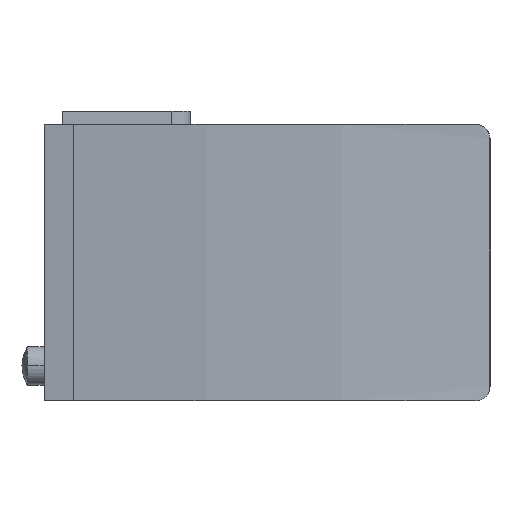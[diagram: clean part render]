
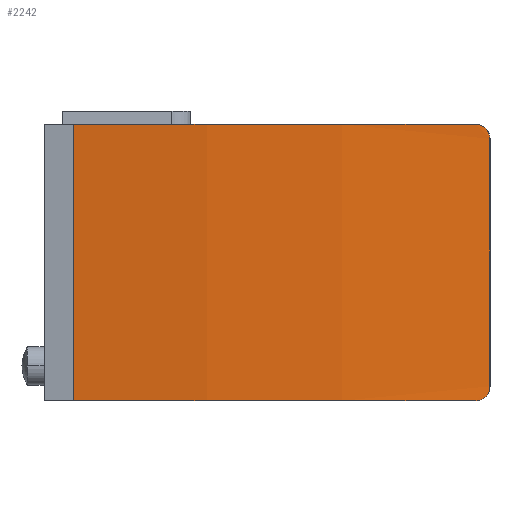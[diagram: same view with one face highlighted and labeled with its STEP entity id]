
A CAD part, left-side view. The second image highlights one B-rep face of the part: STEP entity #2242.
In plain terms, the highlighted cylindrical face has radius 300 mm (diameter 600 mm), a partial arc.
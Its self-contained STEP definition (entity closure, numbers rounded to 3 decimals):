
#2242=ADVANCED_FACE('',(#4448),#4449,.T.);
#2258=EDGE_CURVE('',#4472,#4473,#4474,.T.);
#2260=EDGE_CURVE('',#4476,#4472,#4477,.T.);
#2262=EDGE_CURVE('',#4479,#4476,#4480,.T.);
#2264=EDGE_CURVE('',#4482,#4479,#4483,.T.);
#2266=EDGE_CURVE('',#4485,#4482,#4486,.T.);
#2268=EDGE_CURVE('',#4473,#4485,#4488,.T.);
#4448=FACE_OUTER_BOUND('',#7581,.T.);
#4449=CYLINDRICAL_SURFACE('',#7582,300.0);
#4472=VERTEX_POINT('',#7606);
#4473=VERTEX_POINT('',#7607);
#4474=B_SPLINE_CURVE_WITH_KNOTS('',3,(#7608,#7609,#7610,#7611,#7612,#7613,#7614,#7615,#7616,#7617,#7618,#7619,#7620,#7621,#7622,#7623,#7624,#7625),.UNSPECIFIED.,.F.,.F.,(4,2,2,2,2,2,2,2,4),(4.539,5.11,5.681,6.252,6.822,7.387,7.952,8.517,9.082),.UNSPECIFIED.);
#4476=VERTEX_POINT('',#7628);
#4477=CIRCLE('',#7629,300.0);
#4479=VERTEX_POINT('',#7632);
#4480=LINE('',#7633,#7634);
#4482=VERTEX_POINT('',#7637);
#4483=CIRCLE('',#7638,300.0);
#4485=VERTEX_POINT('',#7641);
#4486=B_SPLINE_CURVE_WITH_KNOTS('',3,(#7642,#7643,#7644,#7645,#7646,#7647,#7648,#7649,#7650,#7651,#7652,#7653,#7654,#7655,#7656,#7657,#7658,#7659),.UNSPECIFIED.,.F.,.F.,(4,2,2,2,2,2,2,2,4),(9.082,9.648,10.214,10.78,11.346,11.916,12.485,13.054,13.624),.UNSPECIFIED.);
#4488=LINE('',#7662,#7663);
#7581=EDGE_LOOP('',(#10751,#10752,#10753,#10754,#10755,#10756));
#7582=AXIS2_PLACEMENT_3D('',#10757,#10758,#10759);
#7606=CARTESIAN_POINT('',(-4.808,-25.6,28.6));
#7607=CARTESIAN_POINT('',(-4.388,-28.6,25.6));
#7608=CARTESIAN_POINT('',(-4.808,-25.6,28.6));
#7609=CARTESIAN_POINT('',(-4.782,-25.789,28.6));
#7610=CARTESIAN_POINT('',(-4.756,-25.984,28.582));
#7611=CARTESIAN_POINT('',(-4.703,-26.372,28.506));
#7612=CARTESIAN_POINT('',(-4.676,-26.565,28.448));
#7613=CARTESIAN_POINT('',(-4.625,-26.935,28.294));
#7614=CARTESIAN_POINT('',(-4.6,-27.112,28.198));
#7615=CARTESIAN_POINT('',(-4.554,-27.441,27.977));
#7616=CARTESIAN_POINT('',(-4.532,-27.592,27.851));
#7617=CARTESIAN_POINT('',(-4.495,-27.858,27.585));
#7618=CARTESIAN_POINT('',(-4.477,-27.982,27.435));
#7619=CARTESIAN_POINT('',(-4.446,-28.201,27.108));
#7620=CARTESIAN_POINT('',(-4.432,-28.296,26.931));
#7621=CARTESIAN_POINT('',(-4.41,-28.448,26.562));
#7622=CARTESIAN_POINT('',(-4.401,-28.506,26.37));
#7623=CARTESIAN_POINT('',(-4.39,-28.582,25.983));
#7624=CARTESIAN_POINT('',(-4.388,-28.6,25.788));
#7625=CARTESIAN_POINT('',(-4.388,-28.6,25.6));
#7628=CARTESIAN_POINT('',(-4.388,57.6,28.6));
#7629=AXIS2_PLACEMENT_3D('',#10818,#10819,#10820);
#7632=CARTESIAN_POINT('',(-4.388,57.6,-28.6));
#7633=CARTESIAN_POINT('',(-4.388,57.6,0.0));
#7634=VECTOR('',#10821,1.0);
#7637=CARTESIAN_POINT('',(-4.808,-25.6,-28.6));
#7638=AXIS2_PLACEMENT_3D('',#10822,#10823,#10824);
#7641=CARTESIAN_POINT('',(-4.388,-28.6,-25.6));
#7642=CARTESIAN_POINT('',(-4.388,-28.6,-25.6));
#7643=CARTESIAN_POINT('',(-4.388,-28.6,-25.789));
#7644=CARTESIAN_POINT('',(-4.39,-28.582,-25.984));
#7645=CARTESIAN_POINT('',(-4.402,-28.506,-26.372));
#7646=CARTESIAN_POINT('',(-4.41,-28.448,-26.565));
#7647=CARTESIAN_POINT('',(-4.432,-28.294,-26.934));
#7648=CARTESIAN_POINT('',(-4.446,-28.199,-27.111));
#7649=CARTESIAN_POINT('',(-4.477,-27.979,-27.438));
#7650=CARTESIAN_POINT('',(-4.495,-27.854,-27.589));
#7651=CARTESIAN_POINT('',(-4.533,-27.588,-27.855));
#7652=CARTESIAN_POINT('',(-4.554,-27.437,-27.98));
#7653=CARTESIAN_POINT('',(-4.601,-27.109,-28.2));
#7654=CARTESIAN_POINT('',(-4.625,-26.932,-28.296));
#7655=CARTESIAN_POINT('',(-4.677,-26.562,-28.449));
#7656=CARTESIAN_POINT('',(-4.703,-26.37,-28.506));
#7657=CARTESIAN_POINT('',(-4.756,-25.983,-28.582));
#7658=CARTESIAN_POINT('',(-4.783,-25.788,-28.6));
#7659=CARTESIAN_POINT('',(-4.808,-25.6,-28.6));
#7662=CARTESIAN_POINT('',(-4.388,-28.6,0.0));
#7663=VECTOR('',#10825,1.0);
#10751=ORIENTED_EDGE('',*,*,#2258,.F.);
#10752=ORIENTED_EDGE('',*,*,#2260,.F.);
#10753=ORIENTED_EDGE('',*,*,#2262,.F.);
#10754=ORIENTED_EDGE('',*,*,#2264,.F.);
#10755=ORIENTED_EDGE('',*,*,#2266,.F.);
#10756=ORIENTED_EDGE('',*,*,#2268,.F.);
#10757=CARTESIAN_POINT('',(292.5,14.5,28.6));
#10758=DIRECTION('',(0.0,-0.0,-1.0));
#10759=DIRECTION('',(-0.99,-0.144,0.0));
#10818=CARTESIAN_POINT('',(292.5,14.5,28.6));
#10819=DIRECTION('',(0.0,0.0,1.0));
#10820=DIRECTION('',(-0.99,-0.144,0.0));
#10821=DIRECTION('',(0.0,0.0,1.0));
#10822=CARTESIAN_POINT('',(292.5,14.5,-28.6));
#10823=DIRECTION('',(-0.0,0.0,-1.0));
#10824=DIRECTION('',(-0.99,-0.144,0.0));
#10825=DIRECTION('',(0.0,0.0,-1.0));
